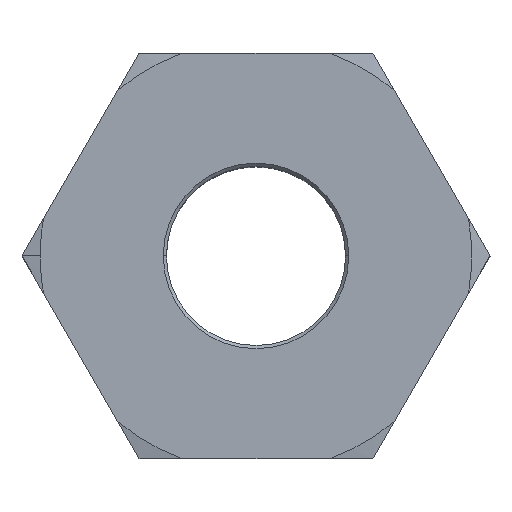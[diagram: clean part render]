
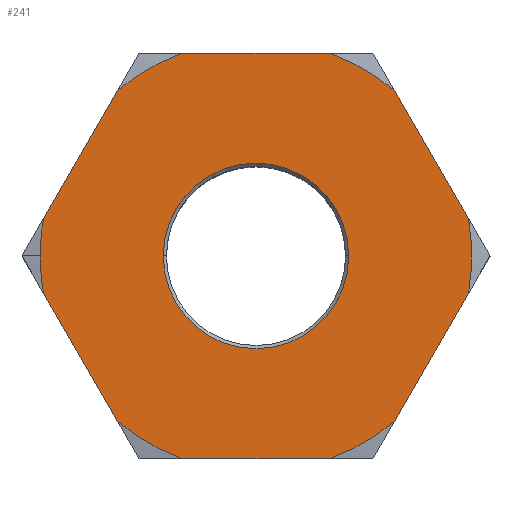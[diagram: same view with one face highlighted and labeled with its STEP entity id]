
A CAD part, top view. The second image highlights one B-rep face of the part: STEP entity #241.
In plain terms, the highlighted planar face has unit normal (0, 0, 1).
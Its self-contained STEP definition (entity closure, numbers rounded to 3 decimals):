
#229 = ORIENTED_EDGE ( 'NONE', *, *, #418, .T. ) ;
#233 = ORIENTED_EDGE ( 'NONE', *, *, #318, .F. ) ;
#234 = VERTEX_POINT ( 'NONE', #648 ) ;
#235 = ORIENTED_EDGE ( 'NONE', *, *, #238, .T. ) ;
#236 = EDGE_LOOP ( 'NONE', ( #237, #233 ) ) ;
#237 = ORIENTED_EDGE ( 'NONE', *, *, #239, .F. ) ;
#238 = EDGE_CURVE ( 'NONE', #419, #234, #668, .T. ) ;
#239 = EDGE_CURVE ( 'NONE', #361, #312, #687, .T. ) ;
#240 = VERTEX_POINT ( 'NONE', #682 ) ;
#241 = ADVANCED_FACE ( 'NONE', ( #681, #661 ), #660, .F. ) ;
#244 = ORIENTED_EDGE ( 'NONE', *, *, #255, .T. ) ;
#248 = EDGE_CURVE ( 'NONE', #240, #348, #624, .T. ) ;
#249 = ORIENTED_EDGE ( 'NONE', *, *, #251, .T. ) ;
#250 = VERTEX_POINT ( 'NONE', #676 ) ;
#251 = EDGE_CURVE ( 'NONE', #250, #252, #675, .T. ) ;
#252 = VERTEX_POINT ( 'NONE', #671 ) ;
#253 = VERTEX_POINT ( 'NONE', #670 ) ;
#254 = VERTEX_POINT ( 'NONE', #669 ) ;
#255 = EDGE_CURVE ( 'NONE', #474, #240, #718, .T. ) ;
#256 = ORIENTED_EDGE ( 'NONE', *, *, #248, .T. ) ;
#257 = ORIENTED_EDGE ( 'NONE', *, *, #473, .T. ) ;
#258 = EDGE_CURVE ( 'NONE', #484, #253, #830, .T. ) ;
#261 = VERTEX_POINT ( 'NONE', #831 ) ;
#262 = VERTEX_POINT ( 'NONE', #742 ) ;
#263 = ORIENTED_EDGE ( 'NONE', *, *, #258, .T. ) ;
#312 = VERTEX_POINT ( 'NONE', #728 ) ;
#318 = EDGE_CURVE ( 'NONE', #312, #361, #789, .T. ) ;
#347 = EDGE_CURVE ( 'NONE', #348, #349, #887, .T. ) ;
#348 = VERTEX_POINT ( 'NONE', #921 ) ;
#349 = VERTEX_POINT ( 'NONE', #920 ) ;
#361 = VERTEX_POINT ( 'NONE', #897 ) ;
#415 = EDGE_LOOP ( 'NONE', ( #229, #244, #256, #471, #472, #263, #257, #478, #249, #436, #435, #417, #235 ) ) ;
#416 = EDGE_CURVE ( 'NONE', #261, #262, #1036, .T. ) ;
#417 = ORIENTED_EDGE ( 'NONE', *, *, #454, .T. ) ;
#418 = EDGE_CURVE ( 'NONE', #234, #474, #1032, .T. ) ;
#419 = VERTEX_POINT ( 'NONE', #1006 ) ;
#422 = EDGE_CURVE ( 'NONE', #349, #484, #1005, .T. ) ;
#435 = ORIENTED_EDGE ( 'NONE', *, *, #416, .T. ) ;
#436 = ORIENTED_EDGE ( 'NONE', *, *, #480, .T. ) ;
#454 = EDGE_CURVE ( 'NONE', #262, #419, #1066, .T. ) ;
#471 = ORIENTED_EDGE ( 'NONE', *, *, #347, .T. ) ;
#472 = ORIENTED_EDGE ( 'NONE', *, *, #422, .T. ) ;
#473 = EDGE_CURVE ( 'NONE', #253, #254, #537, .T. ) ;
#474 = VERTEX_POINT ( 'NONE', #538 ) ;
#478 = ORIENTED_EDGE ( 'NONE', *, *, #479, .T. ) ;
#479 = EDGE_CURVE ( 'NONE', #254, #250, #502, .T. ) ;
#480 = EDGE_CURVE ( 'NONE', #252, #261, #528, .T. ) ;
#484 = VERTEX_POINT ( 'NONE', #507 ) ;
#498 = DIRECTION ( 'NONE',  ( 1., 0., 0. ) ) ;
#499 = DIRECTION ( 'NONE',  ( 0., 0., 1. ) ) ;
#500 = CARTESIAN_POINT ( 'NONE',  ( 0., 0., 10.5 ) ) ;
#501 = AXIS2_PLACEMENT_3D ( 'NONE', #500, #499, #498 ) ;
#502 = CIRCLE ( 'NONE', #501, 11.712 ) ;
#507 = CARTESIAN_POINT ( 'NONE',  ( -7.516, -8.982, 10.5 ) ) ;
#524 = DIRECTION ( 'NONE',  ( 1., 0., 0. ) ) ;
#525 = DIRECTION ( 'NONE',  ( 0., 0., 1. ) ) ;
#526 = CARTESIAN_POINT ( 'NONE',  ( 0., 0., 10.5 ) ) ;
#527 = AXIS2_PLACEMENT_3D ( 'NONE', #526, #525, #524 ) ;
#528 = CIRCLE ( 'NONE', #527, 11.712 ) ;
#537 = LINE ( 'NONE', #543, #542 ) ;
#538 = CARTESIAN_POINT ( 'NONE',  ( -7.516, 8.982, 10.5 ) ) ;
#541 = DIRECTION ( 'NONE',  ( 1., 0., 0. ) ) ;
#542 = VECTOR ( 'NONE', #541, 1000. ) ;
#543 = CARTESIAN_POINT ( 'NONE',  ( -6.351, -11., 10.5 ) ) ;
#620 = DIRECTION ( 'NONE',  ( 1., 0., 0. ) ) ;
#621 = DIRECTION ( 'NONE',  ( 0., 0., 1. ) ) ;
#622 = CARTESIAN_POINT ( 'NONE',  ( 0., 0., 10.5 ) ) ;
#623 = AXIS2_PLACEMENT_3D ( 'NONE', #622, #621, #620 ) ;
#624 = CIRCLE ( 'NONE', #623, 11.712 ) ;
#648 = CARTESIAN_POINT ( 'NONE',  ( -4.02, 11., 10.5 ) ) ;
#654 = DIRECTION ( 'NONE',  ( -1., 0., 0. ) ) ;
#655 = DIRECTION ( 'NONE',  ( 0., 0., -1. ) ) ;
#656 = AXIS2_PLACEMENT_3D ( 'NONE', #659, #655, #654 ) ;
#659 = CARTESIAN_POINT ( 'NONE',  ( 0., 12.702, 10.5 ) ) ;
#660 = PLANE ( 'NONE',  #656 ) ;
#661 = FACE_BOUND ( 'NONE', #236, .T. ) ;
#665 = DIRECTION ( 'NONE',  ( -1., 0., 0. ) ) ;
#666 = VECTOR ( 'NONE', #665, 1000. ) ;
#667 = CARTESIAN_POINT ( 'NONE',  ( 6.351, 11., 10.5 ) ) ;
#668 = LINE ( 'NONE', #667, #666 ) ;
#669 = CARTESIAN_POINT ( 'NONE',  ( 4.02, -11., 10.5 ) ) ;
#670 = CARTESIAN_POINT ( 'NONE',  ( -4.02, -11., 10.5 ) ) ;
#671 = CARTESIAN_POINT ( 'NONE',  ( 11.536, -2.018, 10.5 ) ) ;
#672 = DIRECTION ( 'NONE',  ( 0.5, 0.866, 0. ) ) ;
#673 = VECTOR ( 'NONE', #672, 1000. ) ;
#674 = CARTESIAN_POINT ( 'NONE',  ( 6.351, -11., 10.5 ) ) ;
#675 = LINE ( 'NONE', #674, #673 ) ;
#676 = CARTESIAN_POINT ( 'NONE',  ( 7.516, -8.982, 10.5 ) ) ;
#681 = FACE_OUTER_BOUND ( 'NONE', #415, .T. ) ;
#682 = CARTESIAN_POINT ( 'NONE',  ( -11.536, 2.018, 10.5 ) ) ;
#683 = DIRECTION ( 'NONE',  ( 1., 0., 0. ) ) ;
#684 = DIRECTION ( 'NONE',  ( 0., 0., 1. ) ) ;
#685 = CARTESIAN_POINT ( 'NONE',  ( 0., 0., 10.5 ) ) ;
#686 = AXIS2_PLACEMENT_3D ( 'NONE', #685, #684, #683 ) ;
#687 = CIRCLE ( 'NONE', #686, 5.034 ) ;
#718 = LINE ( 'NONE', #809, #808 ) ;
#728 = CARTESIAN_POINT ( 'NONE',  ( -5.034, 0., 10.5 ) ) ;
#742 = CARTESIAN_POINT ( 'NONE',  ( 7.516, 8.982, 10.5 ) ) ;
#743 = DIRECTION ( 'NONE',  ( 1., 0., 0. ) ) ;
#744 = DIRECTION ( 'NONE',  ( 0., 0., 1. ) ) ;
#745 = CARTESIAN_POINT ( 'NONE',  ( 0., 0., 10.5 ) ) ;
#784 = DIRECTION ( 'NONE',  ( -0.5, -0.866, 0. ) ) ;
#785 = DIRECTION ( 'NONE',  ( 1., 0., 0. ) ) ;
#786 = DIRECTION ( 'NONE',  ( 0., 0., 1. ) ) ;
#787 = CARTESIAN_POINT ( 'NONE',  ( 0., 0., 10.5 ) ) ;
#788 = AXIS2_PLACEMENT_3D ( 'NONE', #787, #786, #785 ) ;
#789 = CIRCLE ( 'NONE', #788, 5.034 ) ;
#808 = VECTOR ( 'NONE', #784, 1000. ) ;
#809 = CARTESIAN_POINT ( 'NONE',  ( -6.351, 11., 10.5 ) ) ;
#829 = AXIS2_PLACEMENT_3D ( 'NONE', #745, #744, #743 ) ;
#830 = CIRCLE ( 'NONE', #829, 11.712 ) ;
#831 = CARTESIAN_POINT ( 'NONE',  ( 11.536, 2.018, 10.5 ) ) ;
#883 = DIRECTION ( 'NONE',  ( 1., 0., 0. ) ) ;
#884 = DIRECTION ( 'NONE',  ( 0., 0., 1. ) ) ;
#885 = CARTESIAN_POINT ( 'NONE',  ( 0., 0., 10.5 ) ) ;
#886 = AXIS2_PLACEMENT_3D ( 'NONE', #885, #884, #883 ) ;
#887 = CIRCLE ( 'NONE', #886, 11.712 ) ;
#897 = CARTESIAN_POINT ( 'NONE',  ( 5.034, 0., 10.5 ) ) ;
#920 = CARTESIAN_POINT ( 'NONE',  ( -11.536, -2.018, 10.5 ) ) ;
#921 = CARTESIAN_POINT ( 'NONE',  ( -11.712, 0., 10.5 ) ) ;
#997 = DIRECTION ( 'NONE',  ( 1., 0., 0. ) ) ;
#998 = DIRECTION ( 'NONE',  ( 0., 0., 1. ) ) ;
#999 = CARTESIAN_POINT ( 'NONE',  ( 0., 0., 10.5 ) ) ;
#1000 = AXIS2_PLACEMENT_3D ( 'NONE', #999, #998, #997 ) ;
#1002 = DIRECTION ( 'NONE',  ( 0.5, -0.866, 0. ) ) ;
#1003 = VECTOR ( 'NONE', #1002, 1000. ) ;
#1004 = CARTESIAN_POINT ( 'NONE',  ( -12.702, 0., 10.5 ) ) ;
#1005 = LINE ( 'NONE', #1004, #1003 ) ;
#1006 = CARTESIAN_POINT ( 'NONE',  ( 4.02, 11., 10.5 ) ) ;
#1032 = CIRCLE ( 'NONE', #1000, 11.712 ) ;
#1033 = DIRECTION ( 'NONE',  ( -0.5, 0.866, 0. ) ) ;
#1034 = VECTOR ( 'NONE', #1033, 1000. ) ;
#1035 = CARTESIAN_POINT ( 'NONE',  ( 12.702, 0., 10.5 ) ) ;
#1036 = LINE ( 'NONE', #1035, #1034 ) ;
#1063 = DIRECTION ( 'NONE',  ( 1., 0., 0. ) ) ;
#1064 = DIRECTION ( 'NONE',  ( 0., 0., 1. ) ) ;
#1065 = AXIS2_PLACEMENT_3D ( 'NONE', #1074, #1064, #1063 ) ;
#1066 = CIRCLE ( 'NONE', #1065, 11.712 ) ;
#1074 = CARTESIAN_POINT ( 'NONE',  ( 0., 0., 10.5 ) ) ;
